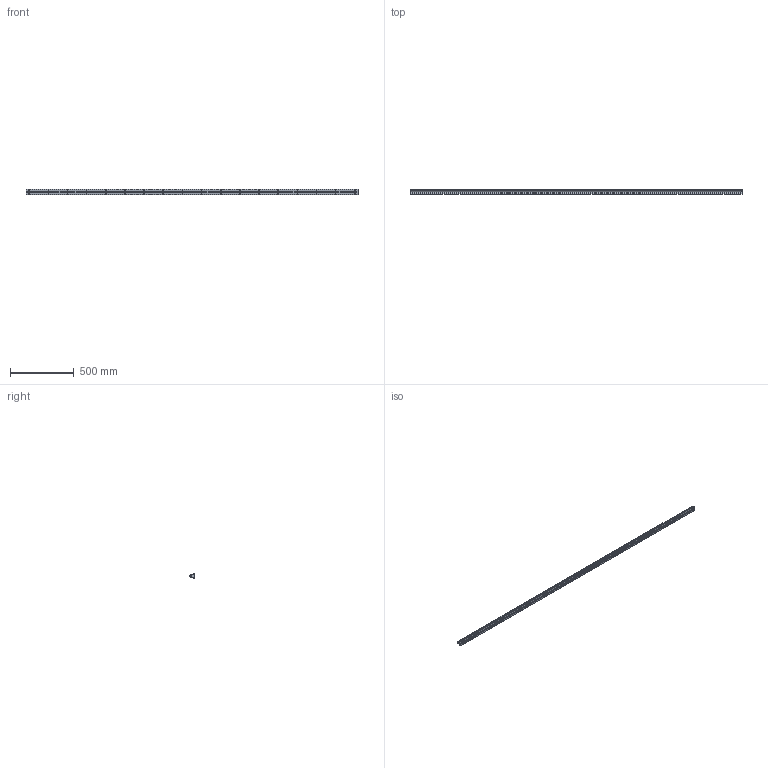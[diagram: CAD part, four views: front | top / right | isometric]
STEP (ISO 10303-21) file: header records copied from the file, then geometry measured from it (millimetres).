
FILE_DESCRIPTION (( 'STEP AP214' ), '1' );
FILE_NAME ('SBR16 2600L N=25.STEP', '2018-01-02T14:46:37', ( '砐錪賧瘔蠈錪 Windows' ), ( '' ), 'SwSTEP 2.0', 'SolidWorks 2016', '' );
FILE_SCHEMA (( 'AUTOMOTIVE_DESIGN' ));
Length unit declared in the file: millimetre
Products named in the file (1): SBR16 2600L N=25
Bounding box: 2600 x 33 x 40 mm (x, y, z)
Volume: 1537978.5 mm3; surface area: 434858.7 mm2
Topology: 20 solids, 20 shells, 972 faces, 2522 edges, 1554 vertices
Faces by surface type: cylinder 475, plane 349, cone 76, torus 72
Entity records: 36585 total; most frequent: CARTESIAN_POINT 7857, ORIENTED_EDGE 4972, DIRECTION 4702, EDGE_CURVE 2486, AXIS2_PLACEMENT_3D 1783, VERTEX_POINT 1554, VECTOR 1136, LINE 1136
